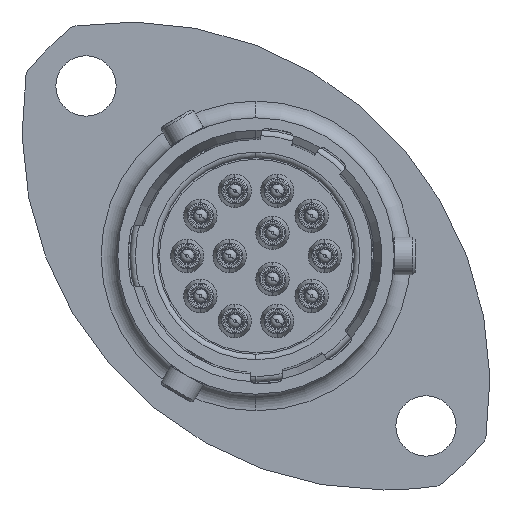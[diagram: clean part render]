
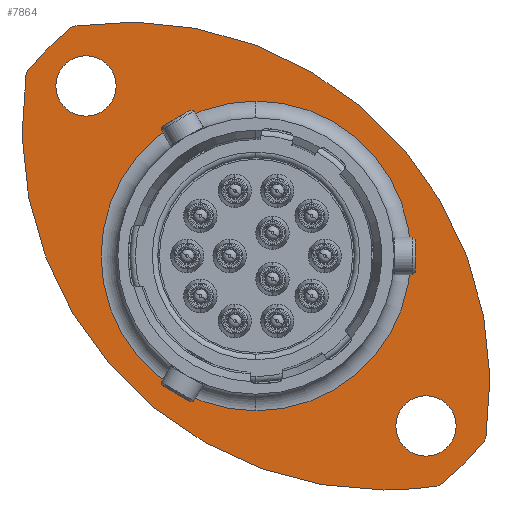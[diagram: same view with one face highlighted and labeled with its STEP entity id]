
A CAD part, left-side view. The second image highlights one B-rep face of the part: STEP entity #7864.
In plain terms, the highlighted planar face has unit normal (-1, 0, 0).
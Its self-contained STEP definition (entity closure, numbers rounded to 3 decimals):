
#895 = VERTEX_POINT ( 'NONE', #22418 ) ;
#2414 = VERTEX_POINT ( 'NONE', #5870 ) ;
#2419 = VERTEX_POINT ( 'NONE', #5875 ) ;
#2420 = VERTEX_POINT ( 'NONE', #5876 ) ;
#2421 = VERTEX_POINT ( 'NONE', #5877 ) ;
#2424 = VERTEX_POINT ( 'NONE', #5880 ) ;
#2425 = VERTEX_POINT ( 'NONE', #5881 ) ;
#2466 = VERTEX_POINT ( 'NONE', #5922 ) ;
#2467 = VERTEX_POINT ( 'NONE', #5923 ) ;
#3396 = EDGE_LOOP ( 'NONE', ( #4008, #4009 ) ) ;
#3397 = EDGE_LOOP ( 'NONE', ( #4010, #4011 ) ) ;
#3399 = EDGE_LOOP ( 'NONE', ( #4012, #4013 ) ) ;
#3400 = EDGE_LOOP ( 'NONE', ( #4014, #4015, #11208, #11209, #11210 ) ) ;
#4008 = ORIENTED_EDGE ( 'NONE', *, *, #4351, .T. ) ;
#4009 = ORIENTED_EDGE ( 'NONE', *, *, #7770, .T. ) ;
#4010 = ORIENTED_EDGE ( 'NONE', *, *, #7708, .F. ) ;
#4011 = ORIENTED_EDGE ( 'NONE', *, *, #4350, .F. ) ;
#4012 = ORIENTED_EDGE ( 'NONE', *, *, #7716, .F. ) ;
#4013 = ORIENTED_EDGE ( 'NONE', *, *, #4349, .F. ) ;
#4014 = ORIENTED_EDGE ( 'NONE', *, *, #4348, .T. ) ;
#4015 = ORIENTED_EDGE ( 'NONE', *, *, #7723, .T. ) ;
#4345 = EDGE_CURVE ( 'NONE', #10622, #895, #10030, .T. ) ;
#4346 = EDGE_CURVE ( 'NONE', #10617, #10622, #10033, .T. ) ;
#4347 = EDGE_CURVE ( 'NONE', #2424, #10617, #10036, .T. ) ;
#4348 = EDGE_CURVE ( 'NONE', #895, #2414, #10038, .T. ) ;
#4349 = EDGE_CURVE ( 'NONE', #2421, #2425, #10040, .T. ) ;
#4350 = EDGE_CURVE ( 'NONE', #2419, #2420, #10042, .T. ) ;
#4351 = EDGE_CURVE ( 'NONE', #2466, #2467, #10044, .T. ) ;
#5870 = CARTESIAN_POINT ( 'NONE',  ( 13.794, -2.128, -14.69 ) ) ;
#5875 = CARTESIAN_POINT ( 'NONE',  ( 13.794, 13.923, 8.697 ) ) ;
#5876 = CARTESIAN_POINT ( 'NONE',  ( 13.794, 13.923, 5.447 ) ) ;
#5877 = CARTESIAN_POINT ( 'NONE',  ( 13.794, -4.391, -9.617 ) ) ;
#5880 = CARTESIAN_POINT ( 'NONE',  ( 13.794, -5.092, -14.464 ) ) ;
#5881 = CARTESIAN_POINT ( 'NONE',  ( 13.794, -4.391, -12.867 ) ) ;
#5922 = CARTESIAN_POINT ( 'NONE',  ( 13.794, 4.766, -10.43 ) ) ;
#5923 = CARTESIAN_POINT ( 'NONE',  ( 13.794, 4.766, 6.26 ) ) ;
#7708 = EDGE_CURVE ( 'NONE', #2420, #2419, #14205, .T. ) ;
#7716 = EDGE_CURVE ( 'NONE', #2425, #2421, #14218, .T. ) ;
#7723 = EDGE_CURVE ( 'NONE', #2414, #2424, #14221, .T. ) ;
#7770 = EDGE_CURVE ( 'NONE', #2467, #2466, #14293, .T. ) ;
#7864 = ADVANCED_FACE ( 'NONE', ( #15931, #15934, #15937, #15939 ), #15930, .F. ) ;
#10030 = CIRCLE ( 'NONE', #10035, 15.825 ) ;
#10033 = CIRCLE ( 'NONE', #10037, 19.5 ) ;
#10035 = AXIS2_PLACEMENT_3D ( 'NONE', #28456, #28458, #28460 ) ;
#10036 = CIRCLE ( 'NONE', #10039, 15.825 ) ;
#10037 = AXIS2_PLACEMENT_3D ( 'NONE', #28463, #28465, #28466 ) ;
#10038 = CIRCLE ( 'NONE', #10041, 19.5 ) ;
#10039 = AXIS2_PLACEMENT_3D ( 'NONE', #28469, #28471, #28472 ) ;
#10040 = CIRCLE ( 'NONE', #10043, 1.625 ) ;
#10041 = AXIS2_PLACEMENT_3D ( 'NONE', #28476, #28478, #28480 ) ;
#10042 = CIRCLE ( 'NONE', #10045, 1.625 ) ;
#10043 = AXIS2_PLACEMENT_3D ( 'NONE', #28484, #28486, #28487 ) ;
#10044 = CIRCLE ( 'NONE', #10047, 8.345 ) ;
#10045 = AXIS2_PLACEMENT_3D ( 'NONE', #28489, #28490, #28492 ) ;
#10047 = AXIS2_PLACEMENT_3D ( 'NONE', #28497, #28498, #28500 ) ;
#10617 = VERTEX_POINT ( 'NONE', #21799 ) ;
#10622 = VERTEX_POINT ( 'NONE', #21804 ) ;
#11208 = ORIENTED_EDGE ( 'NONE', *, *, #4347, .T. ) ;
#11209 = ORIENTED_EDGE ( 'NONE', *, *, #4346, .T. ) ;
#11210 = ORIENTED_EDGE ( 'NONE', *, *, #4345, .T. ) ;
#14205 = CIRCLE ( 'NONE', #14211, 1.625 ) ;
#14211 = AXIS2_PLACEMENT_3D ( 'NONE', #14781, #14782, #14783 ) ;
#14218 = CIRCLE ( 'NONE', #14220, 1.625 ) ;
#14220 = AXIS2_PLACEMENT_3D ( 'NONE', #14807, #14808, #14809 ) ;
#14221 = CIRCLE ( 'NONE', #14230, 19.5 ) ;
#14230 = AXIS2_PLACEMENT_3D ( 'NONE', #14837, #14838, #14839 ) ;
#14293 = CIRCLE ( 'NONE', #14305, 8.345 ) ;
#14305 = AXIS2_PLACEMENT_3D ( 'NONE', #15044, #15045, #15046 ) ;
#14643 = AXIS2_PLACEMENT_3D ( 'NONE', #15959, #15961, #15962 ) ;
#14781 = CARTESIAN_POINT ( 'NONE',  ( 13.794, 13.923, 7.072 ) ) ;
#14782 = DIRECTION ( 'NONE',  ( -1., 0., 0. ) ) ;
#14783 = DIRECTION ( 'NONE',  ( 0., 0., -1. ) ) ;
#14807 = CARTESIAN_POINT ( 'NONE',  ( 13.794, -4.391, -11.242 ) ) ;
#14808 = DIRECTION ( 'NONE',  ( -1., 0., 0. ) ) ;
#14809 = DIRECTION ( 'NONE',  ( 0., 0., -1. ) ) ;
#14837 = CARTESIAN_POINT ( 'NONE',  ( 13.794, -2.128, 4.81 ) ) ;
#14838 = DIRECTION ( 'NONE',  ( -1., 0., 0. ) ) ;
#14839 = DIRECTION ( 'NONE',  ( 0., 0., -1. ) ) ;
#15044 = CARTESIAN_POINT ( 'NONE',  ( 13.794, 4.766, -2.085 ) ) ;
#15045 = DIRECTION ( 'NONE',  ( 1., 0., 0. ) ) ;
#15046 = DIRECTION ( 'NONE',  ( 0., 0., -1. ) ) ;
#15930 = PLANE ( 'NONE',  #14643 ) ;
#15931 = FACE_BOUND ( 'NONE', #3396, .T. ) ;
#15934 = FACE_BOUND ( 'NONE', #3397, .T. ) ;
#15937 = FACE_BOUND ( 'NONE', #3399, .T. ) ;
#15939 = FACE_OUTER_BOUND ( 'NONE', #3400, .T. ) ;
#15959 = CARTESIAN_POINT ( 'NONE',  ( 13.794, 12.211, -2.085 ) ) ;
#15961 = DIRECTION ( 'NONE',  ( 1., 0., 0. ) ) ;
#15962 = DIRECTION ( 'NONE',  ( 0., 0., -1. ) ) ;
#21799 = CARTESIAN_POINT ( 'NONE',  ( 13.794, -7.613, -11.943 ) ) ;
#21804 = CARTESIAN_POINT ( 'NONE',  ( 13.794, 14.624, 10.294 ) ) ;
#22418 = CARTESIAN_POINT ( 'NONE',  ( 13.794, 17.145, 7.774 ) ) ;
#28456 = CARTESIAN_POINT ( 'NONE',  ( 13.794, 4.766, -2.085 ) ) ;
#28458 = DIRECTION ( 'NONE',  ( -1., 0., 0. ) ) ;
#28460 = DIRECTION ( 'NONE',  ( 0., 0., 1. ) ) ;
#28463 = CARTESIAN_POINT ( 'NONE',  ( 13.794, 11.66, -8.979 ) ) ;
#28465 = DIRECTION ( 'NONE',  ( -1., 0., 0. ) ) ;
#28466 = DIRECTION ( 'NONE',  ( 0., 0., -1. ) ) ;
#28469 = CARTESIAN_POINT ( 'NONE',  ( 13.794, 4.766, -2.085 ) ) ;
#28471 = DIRECTION ( 'NONE',  ( -1., 0., 0. ) ) ;
#28472 = DIRECTION ( 'NONE',  ( 0., 0., 1. ) ) ;
#28476 = CARTESIAN_POINT ( 'NONE',  ( 13.794, -2.128, 4.81 ) ) ;
#28478 = DIRECTION ( 'NONE',  ( -1., 0., 0. ) ) ;
#28480 = DIRECTION ( 'NONE',  ( 0., 0., -1. ) ) ;
#28484 = CARTESIAN_POINT ( 'NONE',  ( 13.794, -4.391, -11.242 ) ) ;
#28486 = DIRECTION ( 'NONE',  ( -1., 0., 0. ) ) ;
#28487 = DIRECTION ( 'NONE',  ( 0., 0., -1. ) ) ;
#28489 = CARTESIAN_POINT ( 'NONE',  ( 13.794, 13.923, 7.072 ) ) ;
#28490 = DIRECTION ( 'NONE',  ( -1., 0., 0. ) ) ;
#28492 = DIRECTION ( 'NONE',  ( 0., 0., -1. ) ) ;
#28497 = CARTESIAN_POINT ( 'NONE',  ( 13.794, 4.766, -2.085 ) ) ;
#28498 = DIRECTION ( 'NONE',  ( 1., 0., 0. ) ) ;
#28500 = DIRECTION ( 'NONE',  ( 0., 0., -1. ) ) ;
